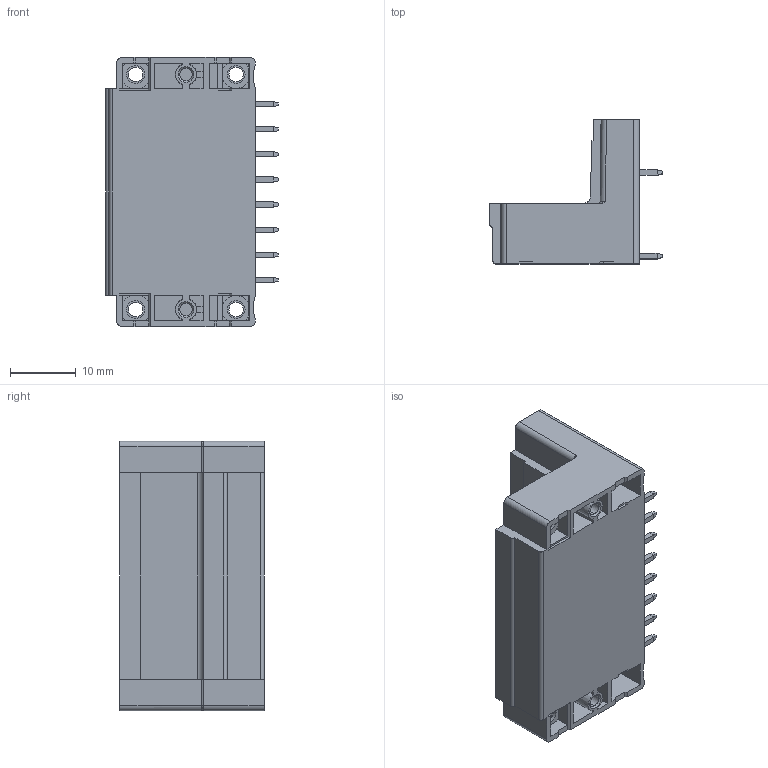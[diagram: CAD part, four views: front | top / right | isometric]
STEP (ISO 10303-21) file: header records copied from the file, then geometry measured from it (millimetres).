
FILE_DESCRIPTION((''),'2;1');
FILE_NAME('TLPHDW-105R-1','2024-09-24T10:28:56',('sheji109'),(''),'CREO PARAMETRIC BY PTC INC, 2018100','CREO PARAMETRIC BY PTC INC, 2018100','');
FILE_SCHEMA(('CONFIG_CONTROL_DESIGN'));
Length unit declared in the file: millimetre
Products named in the file (1): TLPHDW-105R-1
Bounding box: 26.2 x 21.9 x 40.87 mm (x, y, z)
Volume: 8598.2 mm3; surface area: 9991.6 mm2
Topology: 1 solids, 1 shells, 1427 faces, 3869 edges, 2499 vertices
Faces by surface type: plane 1110, cylinder 283, cone 24, sphere 8, bspline 2
Entity records: 44532 total; most frequent: CARTESIAN_POINT 8235, ORIENTED_EDGE 7722, DIRECTION 7234, EDGE_CURVE 3861, VECTOR 3154, LINE 3154, VERTEX_POINT 2499, AXIS2_PLACEMENT_3D 2040
